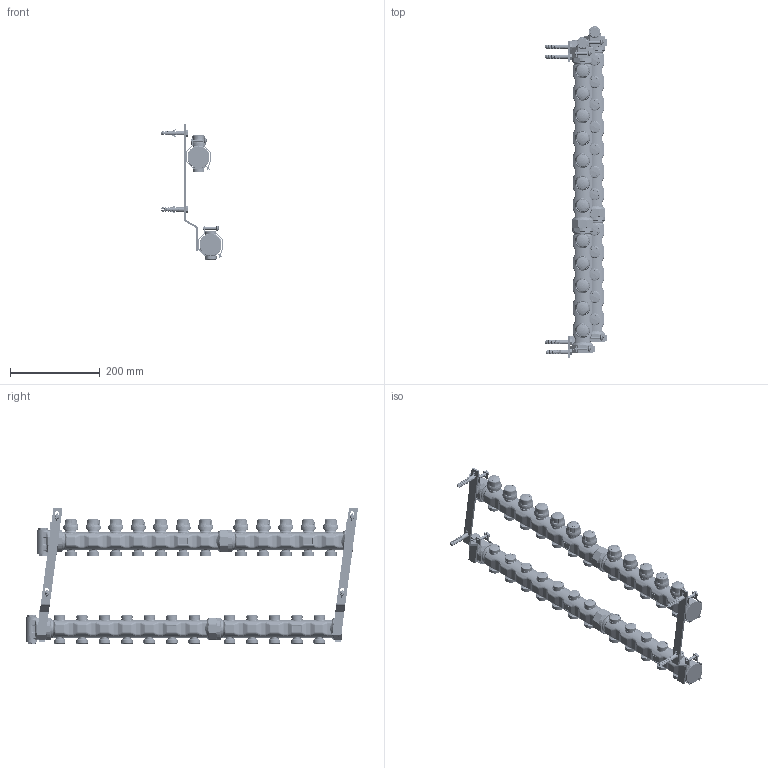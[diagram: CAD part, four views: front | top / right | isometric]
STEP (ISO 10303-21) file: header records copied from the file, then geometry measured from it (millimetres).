
FILE_DESCRIPTION(('CATIA V5 STEP Exchange','CAx-IF Rec.Pracs.--- Model Styling and Organization---1.5--- 2016-08-15','CAx-IF Rec.Pracs.---Supplemental Geometry---1.0---2011-11-01','CAx-IF Rec.Pracs.--- Composite Materials ---3.4---2017-06-13','CAx-IF Rec.Pracs.---Tessellated 3D Geometry---1.0---2015-12-17'),'2;1');
FILE_NAME('STEP_6637N5_-_TST.stp','2025-05-30T09:45:42+00:00',('none'),('none'),'CATIA Version 5-6 Release 2020 SP5','CATIA V5 STEP AP242 v2','none');
FILE_SCHEMA(('AP242_MANAGED_MODEL_BASED_3D_ENGINEERING_MIM_LF {1 0 10303 442 1 1 4}'));
Products named in the file (1): 6637N5 - TST
Bounding box: 137.1 x 739.27 x 302.1 mm (x, y, z)
Volume: 2444195.3 mm3; surface area: 419331.7 mm2
Topology: 1 solids, 21 shells, 10646 faces, 27767 edges, 16795 vertices
Faces by surface type: plane 4041, cylinder 2646, bspline 1868, cone 787, sphere 656, torus 648
Entity records: 400377 total; most frequent: CARTESIAN_POINT 179859, ORIENTED_EDGE 54174, DIRECTION 27805, EDGE_CURVE 27087, VERTEX_POINT 16795, AXIS2_PLACEMENT_3D 12016, B_SPLINE_CURVE_WITH_KNOTS 11682, EDGE_LOOP 11198
